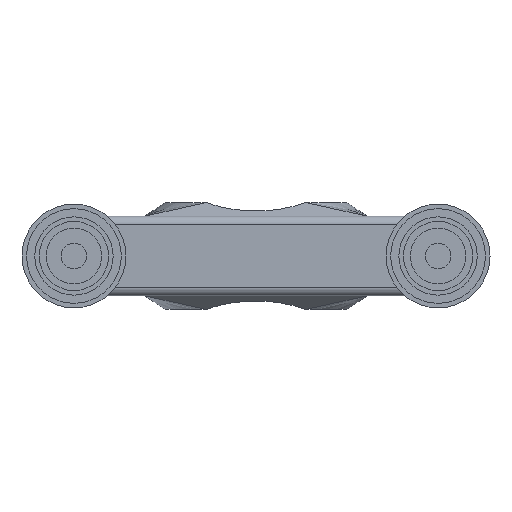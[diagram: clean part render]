
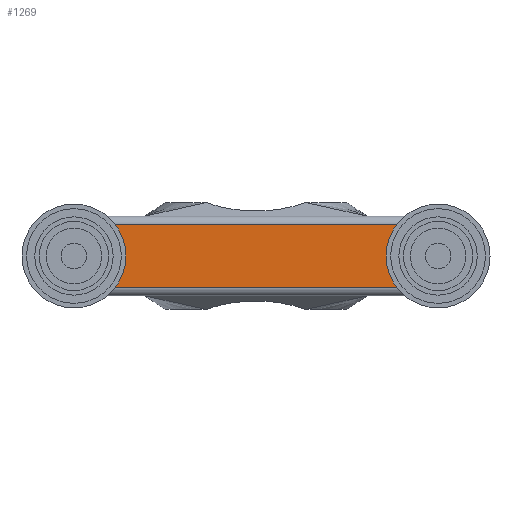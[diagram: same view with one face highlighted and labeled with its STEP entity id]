
A CAD part, front view. The second image highlights one B-rep face of the part: STEP entity #1269.
In plain terms, the highlighted planar face has unit normal (0, -1, 0).
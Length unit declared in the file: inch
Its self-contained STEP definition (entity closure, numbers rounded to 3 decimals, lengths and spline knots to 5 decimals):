
#23 = DIRECTION ( 'NONE',  ( 0., -1., 0. ) ) ;
#103 = CARTESIAN_POINT ( 'NONE',  ( -2.15745, -0.737, 0.3475 ) ) ;
#185 = VECTOR ( 'NONE', #4135, 39.37008 ) ;
#193 = CARTESIAN_POINT ( 'NONE',  ( 2.15199, -0.737, 0.3475 ) ) ;
#346 = CARTESIAN_POINT ( 'NONE',  ( 2.15199, -0.737, -0.3475 ) ) ;
#369 = EDGE_CURVE ( 'NONE', #2407, #3718, #3398, .T. ) ;
#393 = CIRCLE ( 'NONE', #3228, 0.50055 ) ;
#513 = ORIENTED_EDGE ( 'NONE', *, *, #3925, .T. ) ;
#515 = FACE_BOUND ( 'NONE', #636, .T. ) ;
#636 = EDGE_LOOP ( 'NONE', ( #2572, #4014 ) ) ;
#664 = LINE ( 'NONE', #2130, #185 ) ;
#689 = DIRECTION ( 'NONE',  ( 0., 0., -1. ) ) ;
#744 = AXIS2_PLACEMENT_3D ( 'NONE', #1457, #2123, #3447 ) ;
#828 = CARTESIAN_POINT ( 'NONE',  ( -1.79718, -0.737, 0. ) ) ;
#873 = DIRECTION ( 'NONE',  ( 0., 0., -1. ) ) ;
#929 = CARTESIAN_POINT ( 'NONE',  ( 2., -0.737, -0.25 ) ) ;
#953 = VERTEX_POINT ( 'NONE', #2749 ) ;
#1075 = DIRECTION ( 'NONE',  ( 0., 0., -1. ) ) ;
#1103 = EDGE_LOOP ( 'NONE', ( #1545, #1453, #513, #1294 ) ) ;
#1121 = CARTESIAN_POINT ( 'NONE',  ( 2., -0.737, 0. ) ) ;
#1149 = DIRECTION ( 'NONE',  ( 0., -1., 0. ) ) ;
#1215 = AXIS2_PLACEMENT_3D ( 'NONE', #1121, #1149, #2138 ) ;
#1269 = ADVANCED_FACE ( 'NONE', ( #1909, #515, #3710 ), #1703, .T. ) ;
#1294 = ORIENTED_EDGE ( 'NONE', *, *, #3486, .T. ) ;
#1310 = DIRECTION ( 'NONE',  ( 0., -1., 0. ) ) ;
#1382 = CARTESIAN_POINT ( 'NONE',  ( 2., -0.737, 0.25 ) ) ;
#1453 = ORIENTED_EDGE ( 'NONE', *, *, #4200, .T. ) ;
#1457 = CARTESIAN_POINT ( 'NONE',  ( 2., -0.737, 0. ) ) ;
#1504 = DIRECTION ( 'NONE',  ( 0., -1., 0. ) ) ;
#1545 = ORIENTED_EDGE ( 'NONE', *, *, #4294, .T. ) ;
#1633 = CIRCLE ( 'NONE', #1215, 0.25 ) ;
#1682 = VECTOR ( 'NONE', #3431, 39.37008 ) ;
#1696 = EDGE_LOOP ( 'NONE', ( #2576, #4081 ) ) ;
#1703 = PLANE ( 'NONE',  #3152 ) ;
#1841 = VERTEX_POINT ( 'NONE', #929 ) ;
#1909 = FACE_BOUND ( 'NONE', #1696, .T. ) ;
#1942 = VERTEX_POINT ( 'NONE', #346 ) ;
#2038 = CARTESIAN_POINT ( 'NONE',  ( -2., -0.737, 0. ) ) ;
#2067 = CIRCLE ( 'NONE', #2135, 0.25 ) ;
#2123 = DIRECTION ( 'NONE',  ( 0., -1., 0. ) ) ;
#2130 = CARTESIAN_POINT ( 'NONE',  ( 2.15199, -0.737, -0.3475 ) ) ;
#2135 = AXIS2_PLACEMENT_3D ( 'NONE', #3259, #2588, #873 ) ;
#2138 = DIRECTION ( 'NONE',  ( 0., 0., -1. ) ) ;
#2180 = CARTESIAN_POINT ( 'NONE',  ( -2., -0.737, 0.25 ) ) ;
#2318 = AXIS2_PLACEMENT_3D ( 'NONE', #2038, #2733, #689 ) ;
#2407 = VERTEX_POINT ( 'NONE', #2969 ) ;
#2412 = AXIS2_PLACEMENT_3D ( 'NONE', #3321, #1310, #3340 ) ;
#2533 = CIRCLE ( 'NONE', #744, 0.25 ) ;
#2572 = ORIENTED_EDGE ( 'NONE', *, *, #3346, .F. ) ;
#2576 = ORIENTED_EDGE ( 'NONE', *, *, #3454, .F. ) ;
#2588 = DIRECTION ( 'NONE',  ( 0., -1., 0. ) ) ;
#2589 = CIRCLE ( 'NONE', #2412, 0.50055 ) ;
#2733 = DIRECTION ( 'NONE',  ( 0., -1., 0. ) ) ;
#2749 = CARTESIAN_POINT ( 'NONE',  ( -2.15745, -0.737, -0.3475 ) ) ;
#2750 = LINE ( 'NONE', #103, #1682 ) ;
#2788 = CARTESIAN_POINT ( 'NONE',  ( -2.15745, -0.737, 0.3475 ) ) ;
#2969 = CARTESIAN_POINT ( 'NONE',  ( -2., -0.737, -0.25 ) ) ;
#3036 = VERTEX_POINT ( 'NONE', #1382 ) ;
#3122 = EDGE_CURVE ( 'NONE', #1841, #3036, #1633, .T. ) ;
#3152 = AXIS2_PLACEMENT_3D ( 'NONE', #3418, #23, #1075 ) ;
#3228 = AXIS2_PLACEMENT_3D ( 'NONE', #828, #1504, #4238 ) ;
#3259 = CARTESIAN_POINT ( 'NONE',  ( -2., -0.737, 0. ) ) ;
#3321 = CARTESIAN_POINT ( 'NONE',  ( 1.79172, -0.737, 0. ) ) ;
#3340 = DIRECTION ( 'NONE',  ( 0., 0., -1. ) ) ;
#3346 = EDGE_CURVE ( 'NONE', #3718, #2407, #2067, .T. ) ;
#3398 = CIRCLE ( 'NONE', #2318, 0.25 ) ;
#3418 = CARTESIAN_POINT ( 'NONE',  ( -1.79718, -0.737, 0. ) ) ;
#3431 = DIRECTION ( 'NONE',  ( -1., 0., 0. ) ) ;
#3447 = DIRECTION ( 'NONE',  ( 0., 0., -1. ) ) ;
#3454 = EDGE_CURVE ( 'NONE', #3036, #1841, #2533, .T. ) ;
#3457 = VERTEX_POINT ( 'NONE', #2788 ) ;
#3486 = EDGE_CURVE ( 'NONE', #3758, #3457, #2750, .T. ) ;
#3710 = FACE_OUTER_BOUND ( 'NONE', #1103, .T. ) ;
#3718 = VERTEX_POINT ( 'NONE', #2180 ) ;
#3758 = VERTEX_POINT ( 'NONE', #193 ) ;
#3925 = EDGE_CURVE ( 'NONE', #1942, #3758, #2589, .T. ) ;
#4014 = ORIENTED_EDGE ( 'NONE', *, *, #369, .F. ) ;
#4081 = ORIENTED_EDGE ( 'NONE', *, *, #3122, .F. ) ;
#4135 = DIRECTION ( 'NONE',  ( 1., 0., 0. ) ) ;
#4200 = EDGE_CURVE ( 'NONE', #953, #1942, #664, .T. ) ;
#4238 = DIRECTION ( 'NONE',  ( 0., 0., -1. ) ) ;
#4294 = EDGE_CURVE ( 'NONE', #3457, #953, #393, .T. ) ;
